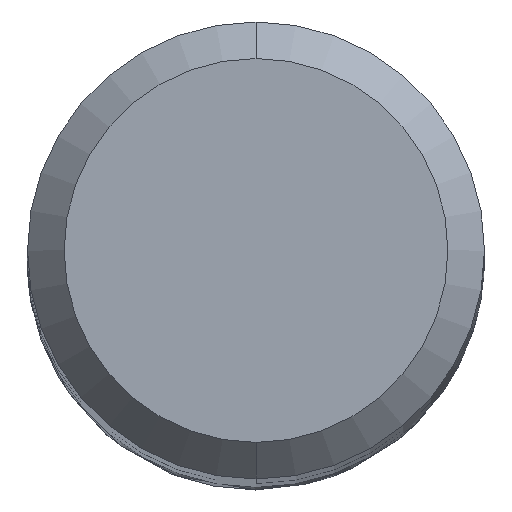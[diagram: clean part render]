
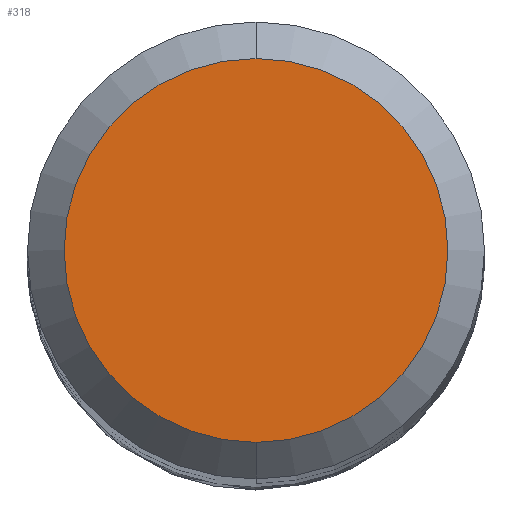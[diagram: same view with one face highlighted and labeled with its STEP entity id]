
A CAD part, top view. The second image highlights one B-rep face of the part: STEP entity #318.
In plain terms, the highlighted planar face has unit normal (0, 0, 1).
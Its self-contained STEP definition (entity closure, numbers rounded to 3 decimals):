
#180=EDGE_CURVE('',#436,#410,#483,.T.);
#256=EDGE_CURVE('',#410,#436,#560,.T.);
#318=ADVANCED_FACE('',(#631),#632,.T.);
#410=VERTEX_POINT('',#735);
#436=VERTEX_POINT('',#765);
#483=CIRCLE('',#807,2.1);
#560=CIRCLE('',#1534,2.1);
#631=FACE_OUTER_BOUND('',#2182,.T.);
#632=PLANE('',#2183);
#735=CARTESIAN_POINT('',(0.0,2.1,0.0));
#765=CARTESIAN_POINT('',(0.,-2.1,0.0));
#807=AXIS2_PLACEMENT_3D('',#3598,#3599,#3600);
#1534=AXIS2_PLACEMENT_3D('',#3629,#3630,#3631);
#2182=EDGE_LOOP('',(#3729,#3730));
#2183=AXIS2_PLACEMENT_3D('',#3731,#3732,#3733);
#3598=CARTESIAN_POINT('',(0.0,0.0,0.0));
#3599=DIRECTION('',(0.0,0.0,-1.0));
#3600=DIRECTION('',(0.0,1.0,0.0));
#3629=CARTESIAN_POINT('',(0.0,0.0,0.0));
#3630=DIRECTION('',(0.0,0.0,-1.0));
#3631=DIRECTION('',(0.0,1.0,0.0));
#3729=ORIENTED_EDGE('',*,*,#256,.F.);
#3730=ORIENTED_EDGE('',*,*,#180,.F.);
#3731=CARTESIAN_POINT('',(0.0,1.05,0.0));
#3732=DIRECTION('',(-0.0,0.0,1.0));
#3733=DIRECTION('',(0.0,-1.0,0.0));
